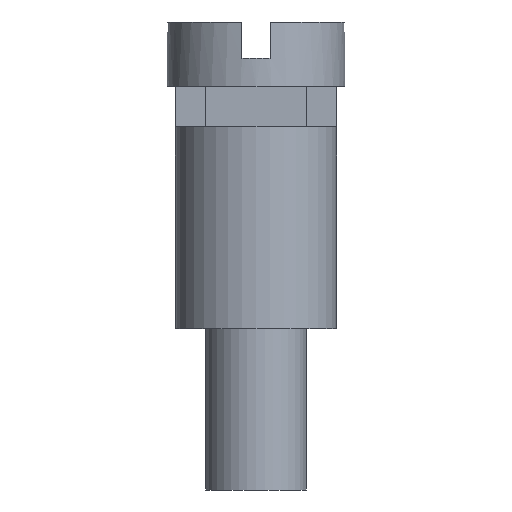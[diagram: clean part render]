
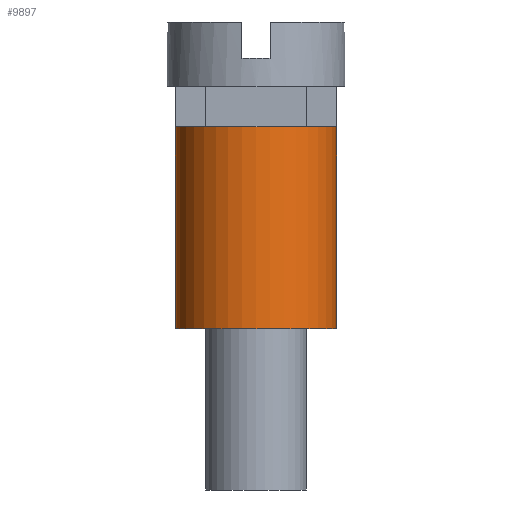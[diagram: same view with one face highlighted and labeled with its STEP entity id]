
A CAD part, left-side view. The second image highlights one B-rep face of the part: STEP entity #9897.
In plain terms, the highlighted cylindrical face has radius 2 mm (diameter 4 mm), a full revolution.
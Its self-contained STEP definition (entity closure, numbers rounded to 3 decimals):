
#9897 = ADVANCED_FACE('',(#9898),#9911,.T.);
#9898 = FACE_BOUND('',#9899,.T.);
#9899 = EDGE_LOOP('',(#9900,#9934,#9956,#9983));
#9900 = ORIENTED_EDGE('',*,*,#9901,.F.);
#9901 = EDGE_CURVE('',#9902,#9902,#9904,.T.);
#9902 = VERTEX_POINT('',#9903);
#9903 = CARTESIAN_POINT('',(2.,0.,5.));
#9904 = SURFACE_CURVE('',#9905,(#9910,#9922),.PCURVE_S1.);
#9905 = CIRCLE('',#9906,2.);
#9906 = AXIS2_PLACEMENT_3D('',#9907,#9908,#9909);
#9907 = CARTESIAN_POINT('',(0.,0.,5.));
#9908 = DIRECTION('',(0.,0.,1.));
#9909 = DIRECTION('',(1.,0.,-0.));
#9910 = PCURVE('',#9911,#9916);
#9911 = CYLINDRICAL_SURFACE('',#9912,2.);
#9912 = AXIS2_PLACEMENT_3D('',#9913,#9914,#9915);
#9913 = CARTESIAN_POINT('',(0.,0.,5.));
#9914 = DIRECTION('',(0.,0.,-1.));
#9915 = DIRECTION('',(-1.,0.,0.));
#9916 = DEFINITIONAL_REPRESENTATION('',(#9917),#9921);
#9917 = LINE('',#9918,#9919);
#9918 = CARTESIAN_POINT('',(9.425,0.));
#9919 = VECTOR('',#9920,1.);
#9920 = DIRECTION('',(-1.,0.));
#9921 = ( GEOMETRIC_REPRESENTATION_CONTEXT(2) 
PARAMETRIC_REPRESENTATION_CONTEXT() REPRESENTATION_CONTEXT('2D SPACE',''
  ) );
#9922 = PCURVE('',#9923,#9928);
#9923 = PLANE('',#9924);
#9924 = AXIS2_PLACEMENT_3D('',#9925,#9926,#9927);
#9925 = CARTESIAN_POINT('',(0.,0.,5.));
#9926 = DIRECTION('',(0.,0.,1.));
#9927 = DIRECTION('',(1.,0.,-0.));
#9928 = DEFINITIONAL_REPRESENTATION('',(#9929),#9933);
#9929 = CIRCLE('',#9930,2.);
#9930 = AXIS2_PLACEMENT_2D('',#9931,#9932);
#9931 = CARTESIAN_POINT('',(0.,0.));
#9932 = DIRECTION('',(1.,0.));
#9933 = ( GEOMETRIC_REPRESENTATION_CONTEXT(2) 
PARAMETRIC_REPRESENTATION_CONTEXT() REPRESENTATION_CONTEXT('2D SPACE',''
  ) );
#9934 = ORIENTED_EDGE('',*,*,#9935,.T.);
#9935 = EDGE_CURVE('',#9902,#9936,#9938,.T.);
#9936 = VERTEX_POINT('',#9937);
#9937 = CARTESIAN_POINT('',(2.,0.,0.));
#9938 = SEAM_CURVE('',#9939,(#9942,#9949),.PCURVE_S1.);
#9939 = B_SPLINE_CURVE_WITH_KNOTS('',1,(#9940,#9941),.UNSPECIFIED.,.F.,
  .F.,(2,2),(0.,5.),.PIECEWISE_BEZIER_KNOTS.);
#9940 = CARTESIAN_POINT('',(2.,0.,5.));
#9941 = CARTESIAN_POINT('',(2.,0.,0.));
#9942 = PCURVE('',#9911,#9943);
#9943 = DEFINITIONAL_REPRESENTATION('',(#9944),#9948);
#9944 = LINE('',#9945,#9946);
#9945 = CARTESIAN_POINT('',(9.425,0.));
#9946 = VECTOR('',#9947,1.);
#9947 = DIRECTION('',(0.,1.));
#9948 = ( GEOMETRIC_REPRESENTATION_CONTEXT(2) 
PARAMETRIC_REPRESENTATION_CONTEXT() REPRESENTATION_CONTEXT('2D SPACE',''
  ) );
#9949 = PCURVE('',#9911,#9950);
#9950 = DEFINITIONAL_REPRESENTATION('',(#9951),#9955);
#9951 = LINE('',#9952,#9953);
#9952 = CARTESIAN_POINT('',(3.142,0.));
#9953 = VECTOR('',#9954,1.);
#9954 = DIRECTION('',(0.,1.));
#9955 = ( GEOMETRIC_REPRESENTATION_CONTEXT(2) 
PARAMETRIC_REPRESENTATION_CONTEXT() REPRESENTATION_CONTEXT('2D SPACE',''
  ) );
#9956 = ORIENTED_EDGE('',*,*,#9957,.T.);
#9957 = EDGE_CURVE('',#9936,#9936,#9958,.T.);
#9958 = SURFACE_CURVE('',#9959,(#9964,#9971),.PCURVE_S1.);
#9959 = CIRCLE('',#9960,2.);
#9960 = AXIS2_PLACEMENT_3D('',#9961,#9962,#9963);
#9961 = CARTESIAN_POINT('',(0.,0.,0.));
#9962 = DIRECTION('',(0.,0.,1.));
#9963 = DIRECTION('',(1.,0.,-0.));
#9964 = PCURVE('',#9911,#9965);
#9965 = DEFINITIONAL_REPRESENTATION('',(#9966),#9970);
#9966 = LINE('',#9967,#9968);
#9967 = CARTESIAN_POINT('',(9.425,5.));
#9968 = VECTOR('',#9969,1.);
#9969 = DIRECTION('',(-1.,0.));
#9970 = ( GEOMETRIC_REPRESENTATION_CONTEXT(2) 
PARAMETRIC_REPRESENTATION_CONTEXT() REPRESENTATION_CONTEXT('2D SPACE',''
  ) );
#9971 = PCURVE('',#9972,#9977);
#9972 = PLANE('',#9973);
#9973 = AXIS2_PLACEMENT_3D('',#9974,#9975,#9976);
#9974 = CARTESIAN_POINT('',(0.,0.,0.));
#9975 = DIRECTION('',(0.,0.,1.));
#9976 = DIRECTION('',(1.,0.,-0.));
#9977 = DEFINITIONAL_REPRESENTATION('',(#9978),#9982);
#9978 = CIRCLE('',#9979,2.);
#9979 = AXIS2_PLACEMENT_2D('',#9980,#9981);
#9980 = CARTESIAN_POINT('',(0.,0.));
#9981 = DIRECTION('',(1.,0.));
#9982 = ( GEOMETRIC_REPRESENTATION_CONTEXT(2) 
PARAMETRIC_REPRESENTATION_CONTEXT() REPRESENTATION_CONTEXT('2D SPACE',''
  ) );
#9983 = ORIENTED_EDGE('',*,*,#9935,.F.);
